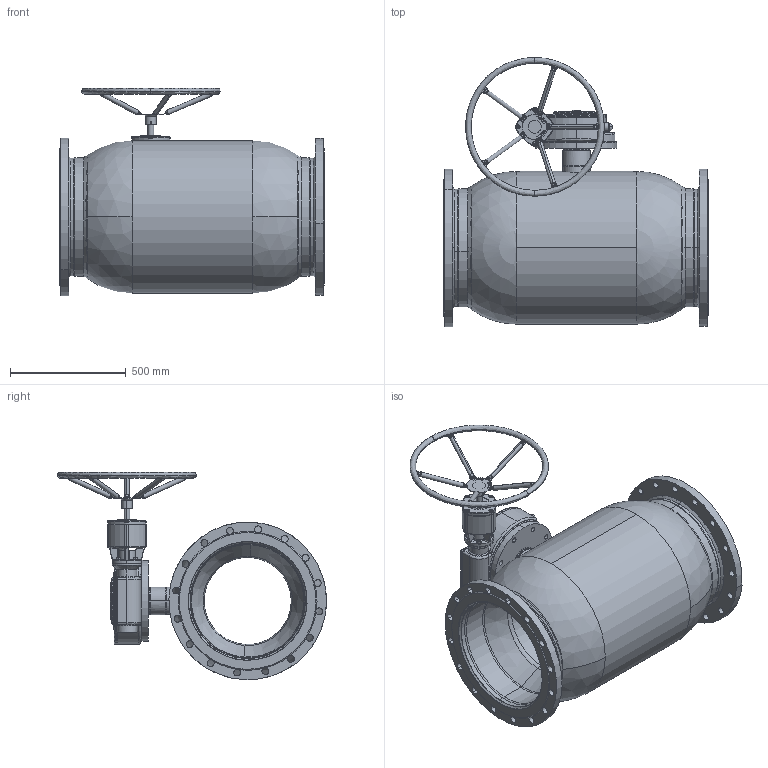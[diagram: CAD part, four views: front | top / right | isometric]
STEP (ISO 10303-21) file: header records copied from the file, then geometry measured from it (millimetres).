
FILE_DESCRIPTION (( 'STEP AP214' ), '1' );
FILE_NAME ('40316500 370.STEP', '2014-01-09T11:31:30', ( 'Broen A/S' ), ( 'Broen A/S' ), 'SwSTEP 2.0', 'SolidWorks 2011', '' );
FILE_SCHEMA (( 'AUTOMOTIVE_DESIGN' ));
Length unit declared in the file: millimetre
Products named in the file (1): 40316500 370
Bounding box: 1142.87 x 1162.59 x 896.59 mm (x, y, z)
Surface area: 5267165.8 mm2 (no closed solid volume)
Topology: 0 solids, 77 shells, 936 faces, 3916 edges, 2929 vertices
Faces by surface type: cylinder 368, bspline 287, plane 199, cone 70, torus 8, sphere 4
Entity records: 91860 total; most frequent: CARTESIAN_POINT 52335, ORIENTED_EDGE 5898, DIRECTION 5315, EDGE_CURVE 3880, VERTEX_POINT 2929, AXIS2_PLACEMENT_3D 1926, LINE 1463, VECTOR 1463
